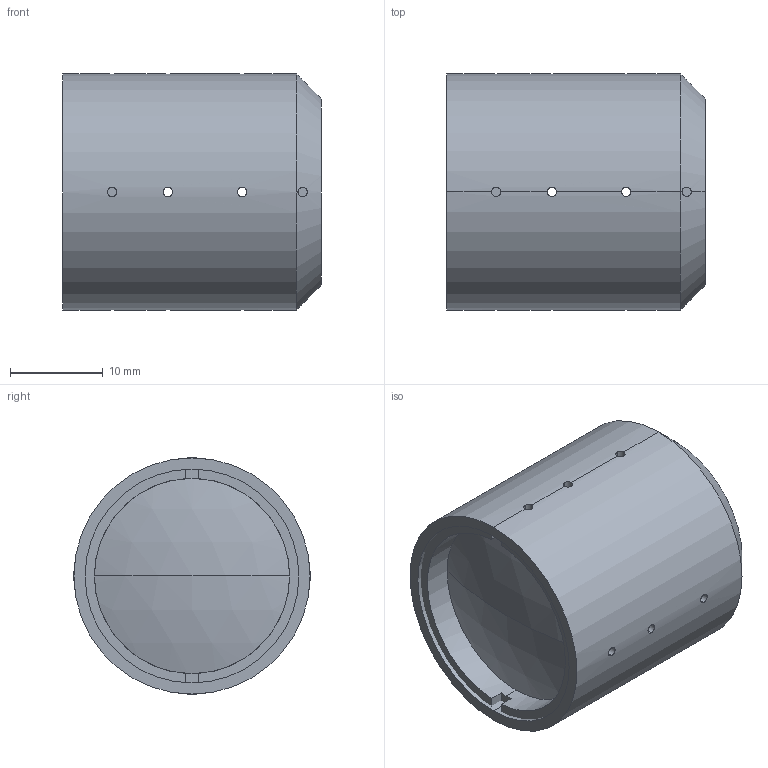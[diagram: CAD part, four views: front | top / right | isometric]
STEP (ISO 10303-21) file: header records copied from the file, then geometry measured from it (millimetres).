
FILE_DESCRIPTION (( 'STEP AP203' ), '1' );
FILE_NAME ('S6ASS2224_01.STEP', '2022-03-18T08:32:28', ( '' ), ( '' ), 'SwSTEP 2.0', 'SolidWorks 2021', '' );
FILE_SCHEMA (( 'CONFIG_CONTROL_DESIGN' ));
Length unit declared in the file: millimetre
Products named in the file (5): S6LMP2225; S6LDX2224; 510706; S6ASS2224_01; 510705
Assembly tree (4 placements, depth 2):
  S6ASS2224_01
    S6LDX2224
    S6LMP2225
    510705
    510706
Bounding box: 27.8 x 25.4 x 25.4 mm (x, y, z)
Volume: 6902 mm3; surface area: 6955.5 mm2
Topology: 4 solids, 4 shells, 116 faces, 350 edges, 228 vertices
Faces by surface type: cylinder 58, plane 24, cone 22, sphere 8, torus 4
Entity records: 5009 total; most frequent: CARTESIAN_POINT 1415, ORIENTED_EDGE 700, DIRECTION 592, EDGE_CURVE 350, AXIS2_PLACEMENT_3D 241, VERTEX_POINT 228, EDGE_LOOP 138, B_SPLINE_CURVE_WITH_KNOTS 122
